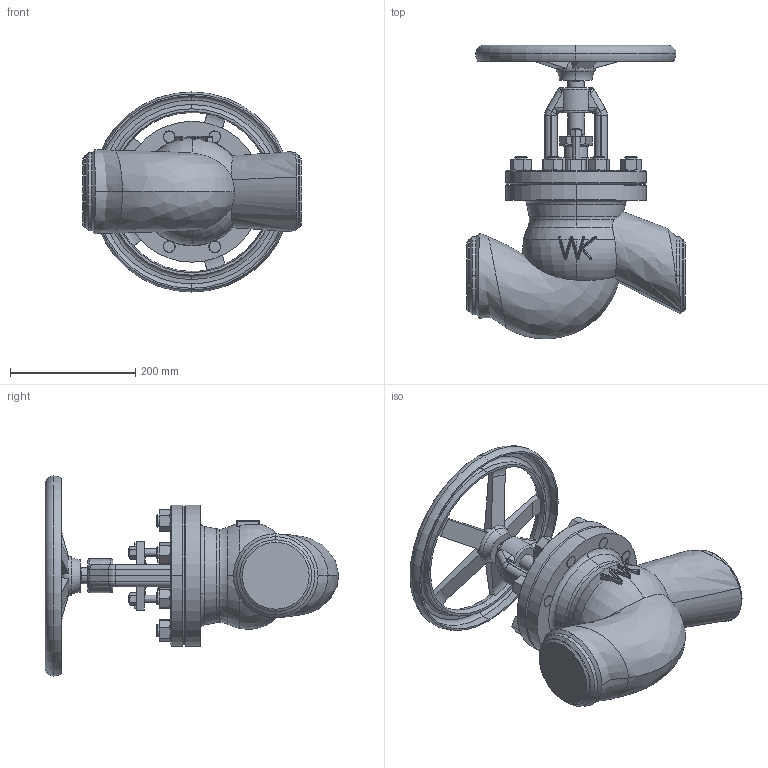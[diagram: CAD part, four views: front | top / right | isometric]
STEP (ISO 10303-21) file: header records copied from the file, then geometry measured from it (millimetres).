
FILE_DESCRIPTION (( 'STEP AP214' ), '1' );
FILE_NAME ('218S DN100.STEP', '2015-05-04T11:37:50', ( '' ), ( '' ), 'SwSTEP 2.0', 'SolidWorks 2015', '' );
FILE_SCHEMA (( 'AUTOMOTIVE_DESIGN' ));
Length unit declared in the file: millimetre
Products named in the file (1): 218S DN100
Bounding box: 350 x 469.33 x 320 mm (x, y, z)
Volume: 9062117.8 mm3; surface area: 566028.2 mm2
Topology: 1 solids, 1 shells, 642 faces, 1611 edges, 972 vertices
Faces by surface type: plane 226, cylinder 170, cone 113, bspline 65, torus 49, sphere 19
Entity records: 33312 total; most frequent: CARTESIAN_POINT 14438, ORIENTED_EDGE 3176, DIRECTION 2823, EDGE_CURVE 1588, AXIS2_PLACEMENT_3D 1134, VERTEX_POINT 972, EDGE_LOOP 700, ADVANCED_FACE 642
